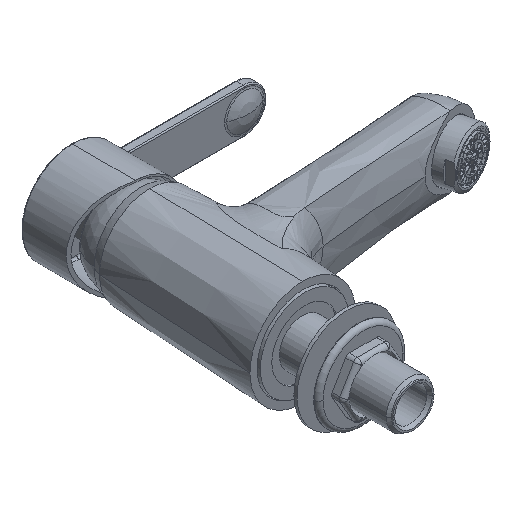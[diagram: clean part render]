
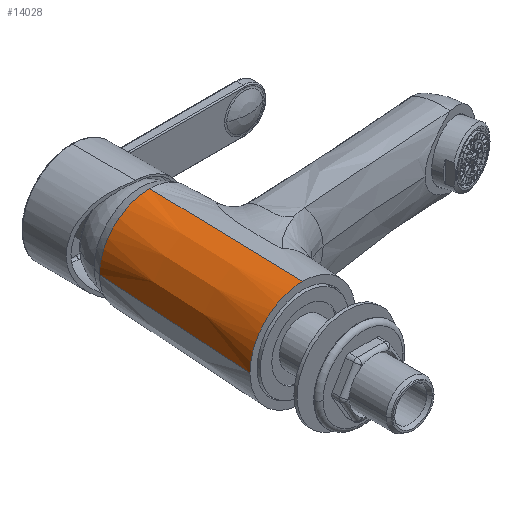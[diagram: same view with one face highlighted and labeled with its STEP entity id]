
A CAD part, isometric view. The second image highlights one B-rep face of the part: STEP entity #14028.
In plain terms, the highlighted free-form (B-spline) face has degree [3, 3] with [8, 4] control points.
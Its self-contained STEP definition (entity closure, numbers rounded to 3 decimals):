
#3403=DIRECTION('',(-0.061,-0.998,0.));
#3404=VECTOR('',#3403,72.341);
#3405=CARTESIAN_POINT('',(-22.38,1.976,0.));
#3406=LINE('',#3405,#3404);
#3421=CARTESIAN_POINT('',(-22.38,1.976,0.));
#3436=CARTESIAN_POINT('',(0.074,1.731,22.469));
#3437=CARTESIAN_POINT('',(-0.991,1.741,
22.469));
#3438=CARTESIAN_POINT('',(-3.121,1.762,22.317));
#3439=CARTESIAN_POINT('',(-6.263,1.794,21.634));
#3440=CARTESIAN_POINT('',(-9.254,1.825,20.52));
#3441=CARTESIAN_POINT('',(-12.059,1.855,18.996));
#3442=CARTESIAN_POINT('',(-14.645,1.884,17.07));
#3443=CARTESIAN_POINT('',(-16.935,1.91,14.785));
#3444=CARTESIAN_POINT('',(-18.853,1.933,12.228));
#3445=CARTESIAN_POINT('',(-20.392,1.952,9.427));
#3446=CARTESIAN_POINT('',(-21.535,1.966,6.388));
#3447=CARTESIAN_POINT('',(-22.228,1.974,3.207));
#3448=CARTESIAN_POINT('',(-22.38,1.976,1.067));
#3449=CARTESIAN_POINT('',(-22.38,1.976,0.));
#3451=DIRECTION('',(-0.043,-0.999,0.018));
#3452=VECTOR('',#3451,72.041);
#3453=CARTESIAN_POINT('',(0.074,1.731,22.469));
#3454=LINE('',#3453,#3452);
#3455=CARTESIAN_POINT('',(-26.764,-70.232,0.));
#3456=CARTESIAN_POINT('',(-26.764,-70.232,
1.98));
#3457=CARTESIAN_POINT('',(-26.296,-70.232,
5.471));
#3458=CARTESIAN_POINT('',(-24.254,-70.232,
11.346));
#3459=CARTESIAN_POINT('',(-20.141,-70.232,
17.131));
#3460=CARTESIAN_POINT('',(-14.356,-70.232,
21.244));
#3461=CARTESIAN_POINT('',(-8.481,-70.232,
23.286));
#3462=CARTESIAN_POINT('',(-4.989,-70.232,
23.754));
#3463=CARTESIAN_POINT('',(-3.01,-70.232,
23.754));
#5214=VERTEX_POINT('',#3421);
#5216=VERTEX_POINT('',#3436);
#5399=CARTESIAN_POINT('',(-26.764,-70.232,0.));
#5400=VERTEX_POINT('',#5399);
#5403=CARTESIAN_POINT('',(-3.01,-70.232,
23.754));
#5404=VERTEX_POINT('',#5403);
#13987=CARTESIAN_POINT('',(-22.281,3.42,
-0.705));
#13988=CARTESIAN_POINT('',(-23.801,-21.612,
-0.719));
#13989=CARTESIAN_POINT('',(-25.32,-46.644,
-0.733));
#13990=CARTESIAN_POINT('',(-26.84,-71.676,
-0.747));
#13991=CARTESIAN_POINT('',(-22.289,3.42,
-0.47));
#13992=CARTESIAN_POINT('',(-23.808,-21.612,
-0.479));
#13993=CARTESIAN_POINT('',(-25.328,-46.644,
-0.489));
#13994=CARTESIAN_POINT('',(-26.848,-71.676,
-0.498));
#13995=CARTESIAN_POINT('',(-22.34,3.42,
2.761));
#13996=CARTESIAN_POINT('',(-23.86,-21.612,
2.816));
#13997=CARTESIAN_POINT('',(-25.381,-46.644,
2.871));
#13998=CARTESIAN_POINT('',(-26.902,-71.676,2.926));
#13999=CARTESIAN_POINT('',(-21.076,3.42,
8.986));
#14000=CARTESIAN_POINT('',(-22.572,-21.612,
9.165));
#14001=CARTESIAN_POINT('',(-24.067,-46.644,
9.345));
#14002=CARTESIAN_POINT('',(-25.563,-71.676,9.524));
#14003=CARTESIAN_POINT('',(-15.892,3.42,
16.551));
#14004=CARTESIAN_POINT('',(-17.284,-21.612,
16.88));
#14005=CARTESIAN_POINT('',(-18.677,-46.644,
17.21));
#14006=CARTESIAN_POINT('',(-20.069,-71.676,17.54));
#14007=CARTESIAN_POINT('',(-8.169,3.42,
21.495));
#14008=CARTESIAN_POINT('',(-9.407,-21.612,
21.923));
#14009=CARTESIAN_POINT('',(-10.646,-46.644,
22.351));
#14010=CARTESIAN_POINT('',(-11.884,-71.676,22.779));
#14011=CARTESIAN_POINT('',(-2.143,3.42,
22.522));
#14012=CARTESIAN_POINT('',(-3.262,-21.612,
22.971));
#14013=CARTESIAN_POINT('',(-4.38,-46.644,
23.419));
#14014=CARTESIAN_POINT('',(-5.498,-71.676,23.868));
#14015=CARTESIAN_POINT('',(0.851,3.42,
22.428));
#14016=CARTESIAN_POINT('',(-0.207,-21.612,
22.875));
#14017=CARTESIAN_POINT('',(-1.266,-46.644,
23.321));
#14018=CARTESIAN_POINT('',(-2.325,-71.676,23.768));
#14019=B_SPLINE_SURFACE_WITH_KNOTS('',3,3,((#13987,#13988,#13989,#13990),
(#13991,#13992,#13993,#13994),(#13995,#13996,#13997,#13998),(#13999,#14000,
#14001,#14002),(#14003,#14004,#14005,#14006),(#14007,#14008,#14009,#14010),(
#14011,#14012,#14013,#14014),(#14015,#14016,#14017,#14018)),.UNSPECIFIED.,.F.,
.F.,.F.,(4,1,1,1,1,4),(4,4),(-0.01,0.,0.128,0.255,
0.383,0.51),(-0.049,1.024),
.UNSPECIFIED.);
#14020=ORIENTED_EDGE('',*,*,#13977,.F.);
#14022=ORIENTED_EDGE('',*,*,#14021,.F.);
#14024=ORIENTED_EDGE('',*,*,#14023,.T.);
#14025=ORIENTED_EDGE('',*,*,#13931,.F.);
#14026=EDGE_LOOP('',(#14020,#14022,#14024,#14025));
#14027=FACE_OUTER_BOUND('',#14026,.F.);
#14028=ADVANCED_FACE('',(#14027),#14019,.F.);
#3450=B_SPLINE_CURVE_WITH_KNOTS('',3,(#3436,#3437,#3438,#3439,#3440,#3441,#3442,
#3443,#3444,#3445,#3446,#3447,#3448,#3449),.UNSPECIFIED.,.F.,.F.,(4,1,1,1,1,1,1,
1,1,1,1,4),(0.,0.091,0.182,0.273,
0.364,0.455,0.545,0.636,
0.727,0.818,0.909,1.),.UNSPECIFIED.);
#3464=B_SPLINE_CURVE_WITH_KNOTS('',3,(#3455,#3456,#3457,#3458,#3459,#3460,#3461,
#3462,#3463),.UNSPECIFIED.,.F.,.F.,(4,1,1,1,1,1,4),(0.,0.125,0.25,0.5,
0.75,0.875,1.),.UNSPECIFIED.);
#13931=EDGE_CURVE('',#5400,#5404,#3464,.T.);
#13977=EDGE_CURVE('',#5214,#5400,#3406,.T.);
#14021=EDGE_CURVE('',#5216,#5214,#3450,.T.);
#14023=EDGE_CURVE('',#5216,#5404,#3454,.T.);
